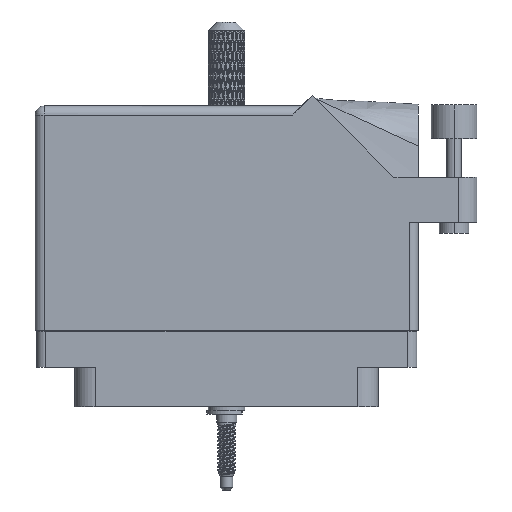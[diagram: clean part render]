
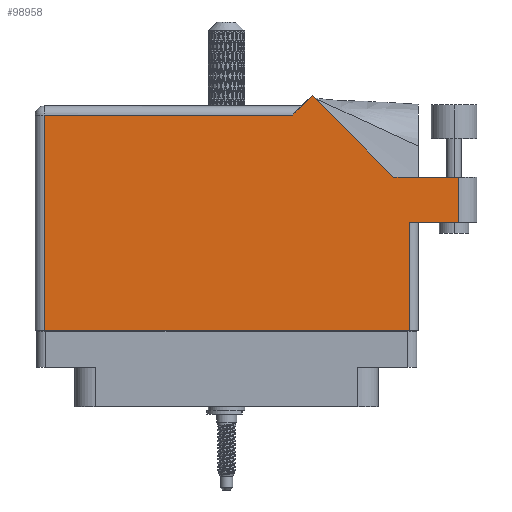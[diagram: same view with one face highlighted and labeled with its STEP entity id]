
A CAD part, front view. The second image highlights one B-rep face of the part: STEP entity #98958.
In plain terms, the highlighted face is planar.
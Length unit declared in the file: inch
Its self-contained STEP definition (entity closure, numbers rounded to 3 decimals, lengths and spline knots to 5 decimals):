
#4830 = VERTEX_POINT ( 'NONE', #59487 ) ;
#6866 = DIRECTION ( 'NONE',  ( -0.707, -0.707, 0. ) ) ;
#8138 = VERTEX_POINT ( 'NONE', #34411 ) ;
#8821 = DIRECTION ( 'NONE',  ( 0., 1., 0. ) ) ;
#9171 = LINE ( 'NONE', #72740, #41992 ) ;
#10232 = VERTEX_POINT ( 'NONE', #77306 ) ;
#11593 = VECTOR ( 'NONE', #6866, 39.37008 ) ;
#12699 = VECTOR ( 'NONE', #38211, 39.37008 ) ;
#14106 = EDGE_CURVE ( 'NONE', #10232, #4830, #87489, .T. ) ;
#14471 = CARTESIAN_POINT ( 'NONE',  ( 1.581, 0.637, 0.455 ) ) ;
#17356 = EDGE_CURVE ( 'NONE', #8138, #37041, #89189, .T. ) ;
#19335 = VECTOR ( 'NONE', #37536, 39.37008 ) ;
#23175 = DIRECTION ( 'NONE',  ( -0.707, 0.707, 0. ) ) ;
#24034 = CARTESIAN_POINT ( 'NONE',  ( 0.513, 1.43, 0.455 ) ) ;
#24160 = ORIENTED_EDGE ( 'NONE', *, *, #64606, .T. ) ;
#25847 = VECTOR ( 'NONE', #23175, 39.37008 ) ;
#28903 = CARTESIAN_POINT ( 'NONE',  ( 1.244, -0.1, 0.455 ) ) ;
#31327 = ORIENTED_EDGE ( 'NONE', *, *, #99645, .T. ) ;
#31479 = ORIENTED_EDGE ( 'NONE', *, *, #54329, .T. ) ;
#33697 = EDGE_CURVE ( 'NONE', #94289, #68557, #50641, .T. ) ;
#34411 = CARTESIAN_POINT ( 'NONE',  ( -1.244, 1.368, 0.455 ) ) ;
#35085 = LINE ( 'NONE', #78137, #81647 ) ;
#35405 = CARTESIAN_POINT ( 'NONE',  ( -1.244, -0.1, 0.455 ) ) ;
#35900 = LINE ( 'NONE', #46324, #12699 ) ;
#37041 = VERTEX_POINT ( 'NONE', #35405 ) ;
#37536 = DIRECTION ( 'NONE',  ( 0., -1., 0. ) ) ;
#38211 = DIRECTION ( 'NONE',  ( -1., 0., 0. ) ) ;
#38981 = LINE ( 'NONE', #24034, #11593 ) ;
#40207 = EDGE_CURVE ( 'NONE', #50138, #94289, #35085, .T. ) ;
#41389 = LINE ( 'NONE', #77693, #64641 ) ;
#41992 = VECTOR ( 'NONE', #55426, 39.37008 ) ;
#43161 = ORIENTED_EDGE ( 'NONE', *, *, #33697, .T. ) ;
#43933 = DIRECTION ( 'NONE',  ( 1., 0., 0. ) ) ;
#44061 = FACE_OUTER_BOUND ( 'NONE', #62937, .T. ) ;
#46324 = CARTESIAN_POINT ( 'NONE',  ( -1.306, 1.368, 0.455 ) ) ;
#50138 = VERTEX_POINT ( 'NONE', #28903 ) ;
#50641 = LINE ( 'NONE', #96728, #89019 ) ;
#51305 = ORIENTED_EDGE ( 'NONE', *, *, #85514, .T. ) ;
#54329 = EDGE_CURVE ( 'NONE', #37041, #50138, #112696, .T. ) ;
#55426 = DIRECTION ( 'NONE',  ( -1., 0., 0. ) ) ;
#59487 = CARTESIAN_POINT ( 'NONE',  ( 0.58371, 1.50071, 0.455 ) ) ;
#62787 = AXIS2_PLACEMENT_3D ( 'NONE', #106884, #107998, #80562 ) ;
#62937 = EDGE_LOOP ( 'NONE', ( #43161, #63866, #51305, #93536, #24160, #31327, #94042, #31479, #108144 ) ) ;
#63866 = ORIENTED_EDGE ( 'NONE', *, *, #67171, .T. ) ;
#64363 = CARTESIAN_POINT ( 'NONE',  ( 0.451, 1.368, 0.455 ) ) ;
#64606 = EDGE_CURVE ( 'NONE', #4830, #90690, #38981, .T. ) ;
#64641 = VECTOR ( 'NONE', #8821, 39.37008 ) ;
#64916 = CARTESIAN_POINT ( 'NONE',  ( 1.581, 0.944, 0.455 ) ) ;
#67171 = EDGE_CURVE ( 'NONE', #68557, #86958, #41389, .T. ) ;
#68557 = VERTEX_POINT ( 'NONE', #14471 ) ;
#72740 = CARTESIAN_POINT ( 'NONE',  ( 1.706, 0.944, 0.455 ) ) ;
#77306 = CARTESIAN_POINT ( 'NONE',  ( 1.14042, 0.944, 0.455 ) ) ;
#77693 = CARTESIAN_POINT ( 'NONE',  ( 1.581, 0.944, 0.455 ) ) ;
#78137 = CARTESIAN_POINT ( 'NONE',  ( 1.244, 0.637, 0.455 ) ) ;
#80562 = DIRECTION ( 'NONE',  ( -1., 0., 0. ) ) ;
#81647 = VECTOR ( 'NONE', #97220, 39.37008 ) ;
#81907 = CARTESIAN_POINT ( 'NONE',  ( -1.244, -0.1, 0.455 ) ) ;
#83117 = CARTESIAN_POINT ( 'NONE',  ( 1.244, 0.637, 0.455 ) ) ;
#85514 = EDGE_CURVE ( 'NONE', #86958, #10232, #9171, .T. ) ;
#86958 = VERTEX_POINT ( 'NONE', #64916 ) ;
#87153 = CARTESIAN_POINT ( 'NONE',  ( -1.306, -0.1, 0.455 ) ) ;
#87489 = LINE ( 'NONE', #98499, #25847 ) ;
#89019 = VECTOR ( 'NONE', #105838, 39.37008 ) ;
#89189 = LINE ( 'NONE', #81907, #19335 ) ;
#90690 = VERTEX_POINT ( 'NONE', #64363 ) ;
#92265 = VECTOR ( 'NONE', #43933, 39.37008 ) ;
#93536 = ORIENTED_EDGE ( 'NONE', *, *, #14106, .T. ) ;
#94042 = ORIENTED_EDGE ( 'NONE', *, *, #17356, .T. ) ;
#94289 = VERTEX_POINT ( 'NONE', #83117 ) ;
#96728 = CARTESIAN_POINT ( 'NONE',  ( 1.306, 0.637, 0.455 ) ) ;
#97220 = DIRECTION ( 'NONE',  ( 0., 1., 0. ) ) ;
#98499 = CARTESIAN_POINT ( 'NONE',  ( 1.14042, 0.944, 0.455 ) ) ;
#98958 = ADVANCED_FACE ( 'NONE', ( #44061 ), #107637, .F. ) ;
#99645 = EDGE_CURVE ( 'NONE', #90690, #8138, #35900, .T. ) ;
#105838 = DIRECTION ( 'NONE',  ( 1., 0., 0. ) ) ;
#106884 = CARTESIAN_POINT ( 'NONE',  ( -1.306, 1.43, 0.455 ) ) ;
#107637 = PLANE ( 'NONE',  #62787 ) ;
#107998 = DIRECTION ( 'NONE',  ( 0., 0., -1. ) ) ;
#108144 = ORIENTED_EDGE ( 'NONE', *, *, #40207, .T. ) ;
#112696 = LINE ( 'NONE', #87153, #92265 ) ;
